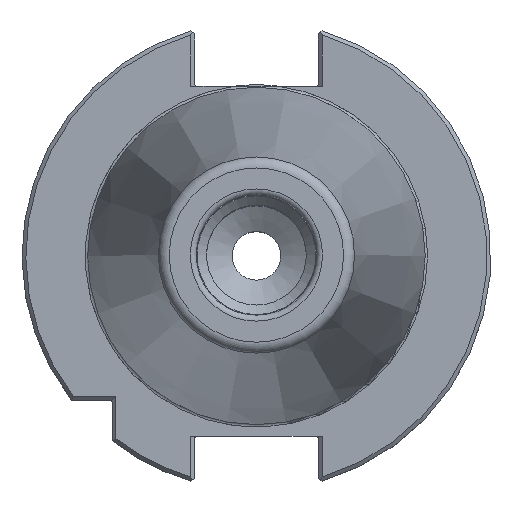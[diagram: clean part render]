
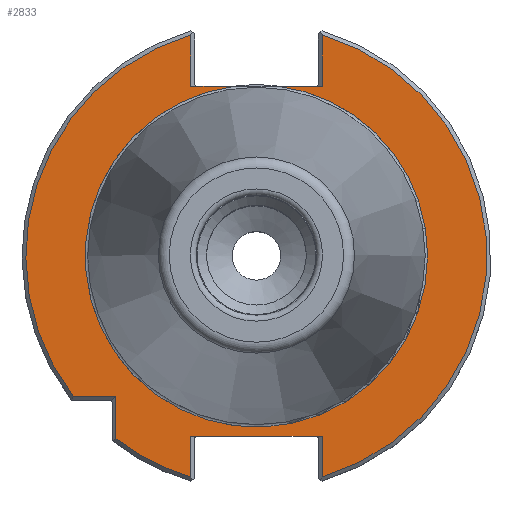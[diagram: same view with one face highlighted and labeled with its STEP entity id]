
A CAD part, top view. The second image highlights one B-rep face of the part: STEP entity #2833.
In plain terms, the highlighted planar face has unit normal (0, 0, 1).
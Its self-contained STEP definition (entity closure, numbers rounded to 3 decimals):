
#230=CIRCLE('',#3005,35.591);
#231=CIRCLE('',#3007,47.95);
#232=CIRCLE('',#3008,47.95);
#233=CIRCLE('',#3009,47.95);
#521=ORIENTED_EDGE('',*,*,#1006,.T.);
#522=ORIENTED_EDGE('',*,*,#1007,.T.);
#523=ORIENTED_EDGE('',*,*,#1008,.F.);
#524=ORIENTED_EDGE('',*,*,#1009,.T.);
#525=ORIENTED_EDGE('',*,*,#1010,.T.);
#526=ORIENTED_EDGE('',*,*,#1011,.T.);
#527=ORIENTED_EDGE('',*,*,#1012,.F.);
#528=ORIENTED_EDGE('',*,*,#1005,.F.);
#529=ORIENTED_EDGE('',*,*,#1013,.F.);
#530=ORIENTED_EDGE('',*,*,#1014,.T.);
#531=ORIENTED_EDGE('',*,*,#1015,.T.);
#532=ORIENTED_EDGE('',*,*,#1016,.T.);
#533=ORIENTED_EDGE('',*,*,#1017,.T.);
#1005=EDGE_CURVE('',#1245,#1244,#230,.T.);
#1006=EDGE_CURVE('',#1246,#1247,#231,.T.);
#1007=EDGE_CURVE('',#1247,#1248,#1387,.T.);
#1008=EDGE_CURVE('',#1249,#1248,#1388,.T.);
#1009=EDGE_CURVE('',#1249,#1250,#1389,.T.);
#1010=EDGE_CURVE('',#1250,#1251,#232,.T.);
#1011=EDGE_CURVE('',#1251,#1252,#1390,.T.);
#1012=EDGE_CURVE('',#1244,#1252,#1391,.T.);
#1013=EDGE_CURVE('',#1253,#1245,#1392,.T.);
#1014=EDGE_CURVE('',#1253,#1254,#1393,.T.);
#1015=EDGE_CURVE('',#1254,#1255,#233,.T.);
#1016=EDGE_CURVE('',#1255,#1256,#1394,.T.);
#1017=EDGE_CURVE('',#1256,#1246,#1395,.T.);
#1244=VERTEX_POINT('',#4242);
#1245=VERTEX_POINT('',#4243);
#1246=VERTEX_POINT('',#4247);
#1247=VERTEX_POINT('',#4248);
#1248=VERTEX_POINT('',#4250);
#1249=VERTEX_POINT('',#4252);
#1250=VERTEX_POINT('',#4254);
#1251=VERTEX_POINT('',#4256);
#1252=VERTEX_POINT('',#4258);
#1253=VERTEX_POINT('',#4261);
#1254=VERTEX_POINT('',#4263);
#1255=VERTEX_POINT('',#4265);
#1256=VERTEX_POINT('',#4267);
#1387=LINE('',#4249,#1483);
#1388=LINE('',#4251,#1484);
#1389=LINE('',#4253,#1485);
#1390=LINE('',#4257,#1486);
#1391=LINE('',#4259,#1487);
#1392=LINE('',#4260,#1488);
#1393=LINE('',#4262,#1489);
#1394=LINE('',#4266,#1490);
#1395=LINE('',#4268,#1491);
#1483=VECTOR('',#3399,1000.);
#1484=VECTOR('',#3400,1000.);
#1485=VECTOR('',#3401,1000.);
#1486=VECTOR('',#3404,1000.);
#1487=VECTOR('',#3405,1000.);
#1488=VECTOR('',#3406,1000.);
#1489=VECTOR('',#3407,1000.);
#1490=VECTOR('',#3410,1000.);
#1491=VECTOR('',#3411,1000.);
#1560=EDGE_LOOP('',(#521,#522,#523,#524,#525,#526,#527,#528,#529,#530,#531,
#532,#533));
#1738=FACE_BOUND('',#1560,.T.);
#1886=PLANE('',#3006);
#2833=ADVANCED_FACE('',(#1738),#1886,.T.);
#3005=AXIS2_PLACEMENT_3D('',#4244,#3393,#3394);
#3006=AXIS2_PLACEMENT_3D('',#4245,#3395,#3396);
#3007=AXIS2_PLACEMENT_3D('',#4246,#3397,#3398);
#3008=AXIS2_PLACEMENT_3D('',#4255,#3402,#3403);
#3009=AXIS2_PLACEMENT_3D('',#4264,#3408,#3409);
#3393=DIRECTION('',(0.,0.,1.));
#3394=DIRECTION('',(1.,0.,0.));
#3395=DIRECTION('',(0.,0.,1.));
#3396=DIRECTION('',(1.,0.,0.));
#3397=DIRECTION('',(0.,0.,1.));
#3398=DIRECTION('',(1.,0.,0.));
#3399=DIRECTION('',(0.,1.,0.));
#3400=DIRECTION('',(-1.,0.,0.));
#3401=DIRECTION('',(0.,-1.,0.));
#3402=DIRECTION('',(0.,0.,1.));
#3403=DIRECTION('',(1.,0.,0.));
#3404=DIRECTION('',(0.,-1.,0.));
#3405=DIRECTION('',(1.,0.,0.));
#3406=DIRECTION('',(1.,0.,0.));
#3407=DIRECTION('',(0.,1.,0.));
#3408=DIRECTION('',(0.,0.,1.));
#3409=DIRECTION('',(1.,0.,0.));
#3410=DIRECTION('',(1.,0.,0.));
#3411=DIRECTION('',(0.,-1.,0.));
#4242=CARTESIAN_POINT('',(4.543,35.3,-3.2));
#4243=CARTESIAN_POINT('',(-4.543,35.3,-3.2));
#4244=CARTESIAN_POINT('',(0.,0.,-3.2));
#4245=CARTESIAN_POINT('',(35.591,0.,-3.2));
#4246=CARTESIAN_POINT('',(0.,0.,-3.2));
#4247=CARTESIAN_POINT('',(-29.2,-38.034,-3.2));
#4248=CARTESIAN_POINT('',(-13.65,-45.966,-3.2));
#4249=CARTESIAN_POINT('',(-13.65,-37.5,-3.2));
#4250=CARTESIAN_POINT('',(-13.65,-37.5,-3.2));
#4251=CARTESIAN_POINT('',(12.85,-37.5,-3.2));
#4252=CARTESIAN_POINT('',(13.65,-37.5,-3.2));
#4253=CARTESIAN_POINT('',(13.65,-47.181,-3.2));
#4254=CARTESIAN_POINT('',(13.65,-45.966,-3.2));
#4255=CARTESIAN_POINT('',(0.,0.,-3.2));
#4256=CARTESIAN_POINT('',(13.65,45.966,-3.2));
#4257=CARTESIAN_POINT('',(13.65,35.3,-3.2));
#4258=CARTESIAN_POINT('',(13.65,35.3,-3.2));
#4259=CARTESIAN_POINT('',(-12.85,35.3,-3.2));
#4260=CARTESIAN_POINT('',(-12.85,35.3,-3.2));
#4261=CARTESIAN_POINT('',(-13.65,35.3,-3.2));
#4262=CARTESIAN_POINT('',(-13.65,47.181,-3.2));
#4263=CARTESIAN_POINT('',(-13.65,45.966,-3.2));
#4264=CARTESIAN_POINT('',(0.,0.,-3.2));
#4265=CARTESIAN_POINT('',(-38.034,-29.2,-3.2));
#4266=CARTESIAN_POINT('',(-30.,-29.2,-3.2));
#4267=CARTESIAN_POINT('',(-29.2,-29.2,-3.2));
#4268=CARTESIAN_POINT('',(-29.2,-38.616,-3.2));
